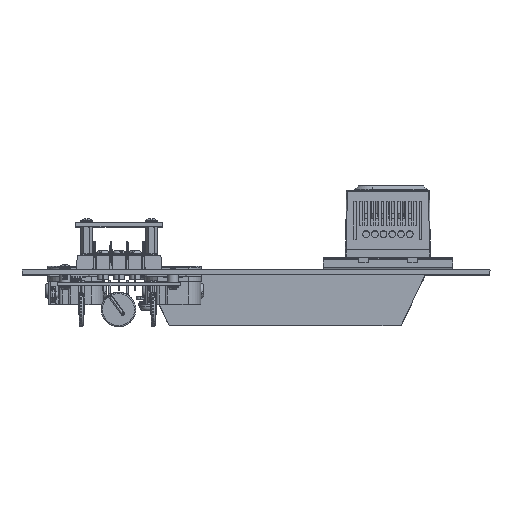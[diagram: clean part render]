
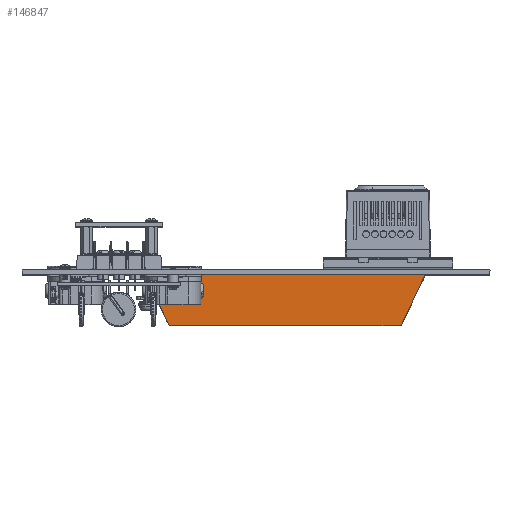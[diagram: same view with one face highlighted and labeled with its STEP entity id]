
A CAD part, top view. The second image highlights one B-rep face of the part: STEP entity #146847.
In plain terms, the highlighted planar face has unit normal (0, 0, 1).
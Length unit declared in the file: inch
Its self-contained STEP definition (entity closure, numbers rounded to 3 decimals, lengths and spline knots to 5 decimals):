
#889 = DIRECTION ( 'NONE',  ( 0., 0., 1. ) ) ;
#8754 = CARTESIAN_POINT ( 'NONE',  ( -3.25, 0., 1.194 ) ) ;
#18037 = EDGE_LOOP ( 'NONE', ( #149072, #134847, #36556, #159574 ) ) ;
#22886 = CARTESIAN_POINT ( 'NONE',  ( 2.6875, 1.185, 1.194 ) ) ;
#23250 = VECTOR ( 'NONE', #76236, 39.37008 ) ;
#26669 = LINE ( 'NONE', #73111, #89804 ) ;
#36556 = ORIENTED_EDGE ( 'NONE', *, *, #150160, .T. ) ;
#38603 = VERTEX_POINT ( 'NONE', #8754 ) ;
#48649 = VECTOR ( 'NONE', #56389, 39.37008 ) ;
#53464 = DIRECTION ( 'NONE',  ( 1., 0., 0. ) ) ;
#56389 = DIRECTION ( 'NONE',  ( -0.429, 0.903, 0. ) ) ;
#73111 = CARTESIAN_POINT ( 'NONE',  ( -2.6875, 1.185, 1.194 ) ) ;
#75035 = LINE ( 'NONE', #128980, #142292 ) ;
#76236 = DIRECTION ( 'NONE',  ( -0.429, -0.903, 0. ) ) ;
#85812 = DIRECTION ( 'NONE',  ( -1., 0., 0. ) ) ;
#86413 = LINE ( 'NONE', #127525, #23250 ) ;
#86910 = EDGE_CURVE ( 'NONE', #38603, #142726, #75035, .T. ) ;
#88640 = PLANE ( 'NONE',  #151559 ) ;
#89184 = DIRECTION ( 'NONE',  ( 1., 0., 0. ) ) ;
#89804 = VECTOR ( 'NONE', #85812, 39.37008 ) ;
#93323 = CARTESIAN_POINT ( 'NONE',  ( 2.6875, 1.185, 1.194 ) ) ;
#95034 = CARTESIAN_POINT ( 'NONE',  ( -2.6875, 1.185, 1.194 ) ) ;
#101799 = EDGE_CURVE ( 'NONE', #142726, #143274, #149457, .T. ) ;
#107296 = CARTESIAN_POINT ( 'NONE',  ( 3.25, 0., 1.194 ) ) ;
#115932 = VERTEX_POINT ( 'NONE', #95034 ) ;
#124741 = EDGE_CURVE ( 'NONE', #143274, #115932, #26669, .T. ) ;
#126708 = CARTESIAN_POINT ( 'NONE',  ( 3.25, 0., 1.194 ) ) ;
#127525 = CARTESIAN_POINT ( 'NONE',  ( -2.6875, 1.185, 1.194 ) ) ;
#128980 = CARTESIAN_POINT ( 'NONE',  ( -3.25, 0., 1.194 ) ) ;
#134847 = ORIENTED_EDGE ( 'NONE', *, *, #124741, .T. ) ;
#142292 = VECTOR ( 'NONE', #53464, 39.37008 ) ;
#142726 = VERTEX_POINT ( 'NONE', #107296 ) ;
#143217 = FACE_OUTER_BOUND ( 'NONE', #18037, .T. ) ;
#143274 = VERTEX_POINT ( 'NONE', #22886 ) ;
#146847 = ADVANCED_FACE ( 'NONE', ( #143217 ), #88640, .T. ) ;
#149072 = ORIENTED_EDGE ( 'NONE', *, *, #101799, .T. ) ;
#149457 = LINE ( 'NONE', #93323, #48649 ) ;
#150160 = EDGE_CURVE ( 'NONE', #115932, #38603, #86413, .T. ) ;
#151559 = AXIS2_PLACEMENT_3D ( 'NONE', #126708, #889, #89184 ) ;
#159574 = ORIENTED_EDGE ( 'NONE', *, *, #86910, .T. ) ;
